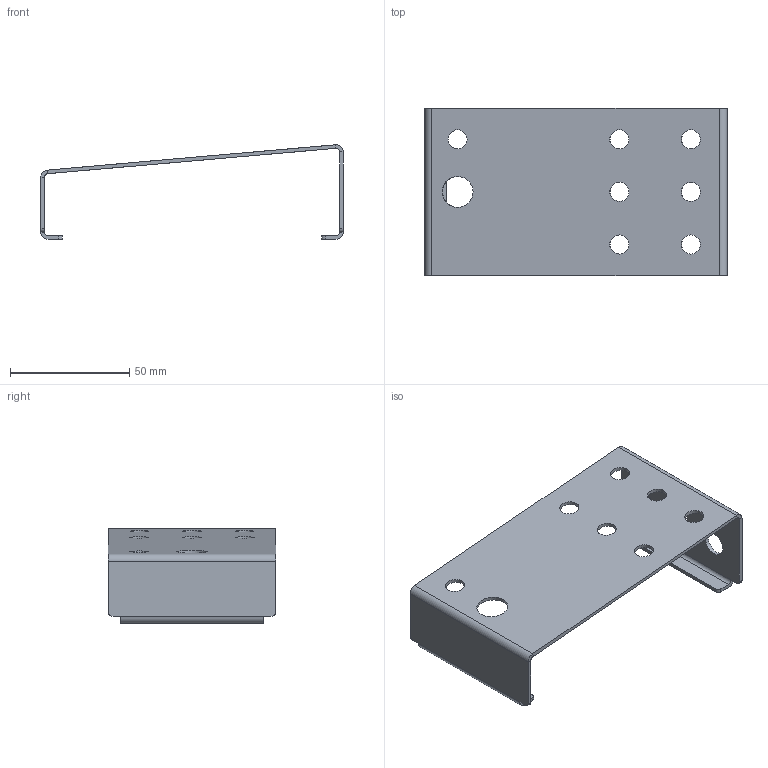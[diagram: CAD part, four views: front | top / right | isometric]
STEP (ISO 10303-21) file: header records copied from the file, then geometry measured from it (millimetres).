
FILE_DESCRIPTION(('FreeCAD Model'),'2;1');
FILE_NAME('Open CASCADE Shape Model','2023-07-14T17:51:03',(''),(''), 'Open CASCADE STEP processor 7.6','FreeCAD','Unknown');
FILE_SCHEMA(('AUTOMOTIVE_DESIGN { 1 0 10303 214 1 1 1 1 }'));
Length unit declared in the file: millimetre
Products named in the file (1): Body
Bounding box: 126.5 x 70 x 39.53 mm (x, y, z)
Volume: 20046.7 mm3; surface area: 27999.1 mm2
Topology: 1 solids, 1 shells, 57 faces, 141 edges, 86 vertices
Faces by surface type: plane 26, cylinder 25, bspline 6
Full cylindrical faces by diameter (mm): 8 x8, 10 x2, 13 x1
Entity records: 1951 total; most frequent: CARTESIAN_POINT 549, ORIENTED_EDGE 282, DIRECTION 279, EDGE_CURVE 141, AXIS2_PLACEMENT_3D 102, VERTEX_POINT 86, FACE_BOUND 79, EDGE_LOOP 79
